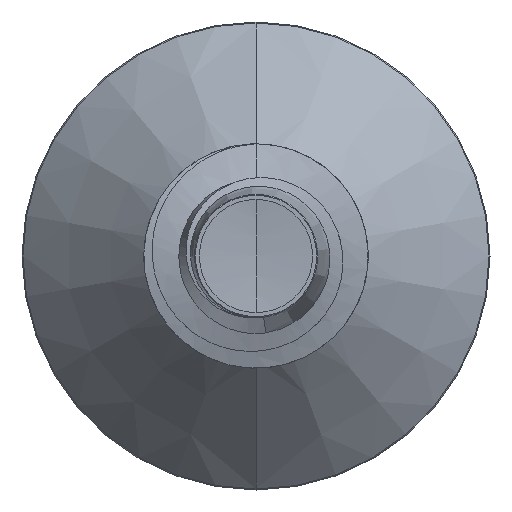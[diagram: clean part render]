
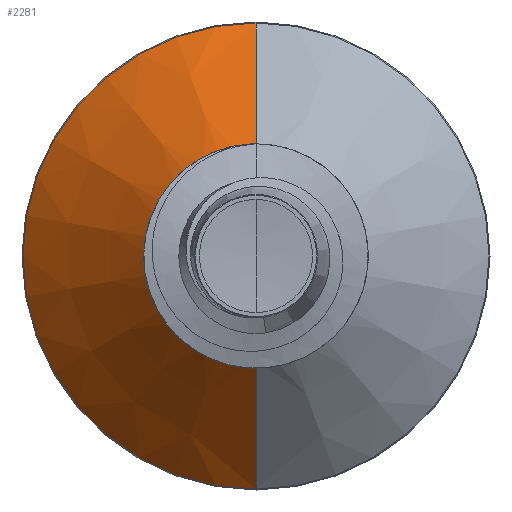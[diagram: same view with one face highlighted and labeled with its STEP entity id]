
A CAD part, front view. The second image highlights one B-rep face of the part: STEP entity #2281.
In plain terms, the highlighted conical face has half-angle 45 degrees and reference radius 1.633 mm.
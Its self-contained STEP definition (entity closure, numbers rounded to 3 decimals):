
#461 = DIRECTION ( 'NONE',  ( 0., 0.707, -0.707 ) ) ;
#470 = VERTEX_POINT ( 'NONE', #9209 ) ;
#1062 = CARTESIAN_POINT ( 'NONE',  ( 0., 4.332, -1.632 ) ) ;
#1552 = EDGE_LOOP ( 'NONE', ( #11517, #4297, #9745, #1736 ) ) ;
#1736 = ORIENTED_EDGE ( 'NONE', *, *, #11891, .F. ) ;
#1996 = VECTOR ( 'NONE', #10439, 1000. ) ;
#2097 = LINE ( 'NONE', #10705, #1996 ) ;
#2281 = ADVANCED_FACE ( 'NONE', ( #10950 ), #2402, .T. ) ;
#2319 = DIRECTION ( 'NONE',  ( 0., 0., 1. ) ) ;
#2340 = DIRECTION ( 'NONE',  ( 0., 1., 0. ) ) ;
#2346 = CARTESIAN_POINT ( 'NONE',  ( 0., 4.332, 0. ) ) ;
#2402 = CONICAL_SURFACE ( 'NONE', #10759, 1.632, 0.785 ) ;
#2580 = EDGE_CURVE ( 'NONE', #8716, #11193, #2097, .T. ) ;
#4297 = ORIENTED_EDGE ( 'NONE', *, *, #6637, .T. ) ;
#4629 = CIRCLE ( 'NONE', #6872, 3.635 ) ;
#6637 = EDGE_CURVE ( 'NONE', #10953, #8716, #12822, .T. ) ;
#6872 = AXIS2_PLACEMENT_3D ( 'NONE', #7723, #7713, #7711 ) ;
#7711 = DIRECTION ( 'NONE',  ( 0., 0., 1. ) ) ;
#7713 = DIRECTION ( 'NONE',  ( 0., 1., 0. ) ) ;
#7723 = CARTESIAN_POINT ( 'NONE',  ( 0., 6.335, 0. ) ) ;
#7992 = EDGE_CURVE ( 'NONE', #10953, #470, #10778, .T. ) ;
#8558 = VECTOR ( 'NONE', #461, 1000. ) ;
#8716 = VERTEX_POINT ( 'NONE', #8914 ) ;
#8914 = CARTESIAN_POINT ( 'NONE',  ( 0., 4.332, 1.632 ) ) ;
#9209 = CARTESIAN_POINT ( 'NONE',  ( 0., 6.335, -3.635 ) ) ;
#9745 = ORIENTED_EDGE ( 'NONE', *, *, #2580, .T. ) ;
#9944 = CARTESIAN_POINT ( 'NONE',  ( 0., 6.335, 3.635 ) ) ;
#10439 = DIRECTION ( 'NONE',  ( 0., 0.707, 0.707 ) ) ;
#10705 = CARTESIAN_POINT ( 'NONE',  ( 0., 4.332, 1.632 ) ) ;
#10759 = AXIS2_PLACEMENT_3D ( 'NONE', #11909, #12037, #11908 ) ;
#10778 = LINE ( 'NONE', #1062, #8558 ) ;
#10950 = FACE_OUTER_BOUND ( 'NONE', #1552, .T. ) ;
#10953 = VERTEX_POINT ( 'NONE', #12890 ) ;
#11193 = VERTEX_POINT ( 'NONE', #9944 ) ;
#11517 = ORIENTED_EDGE ( 'NONE', *, *, #7992, .F. ) ;
#11891 = EDGE_CURVE ( 'NONE', #470, #11193, #4629, .T. ) ;
#11908 = DIRECTION ( 'NONE',  ( 0., 0., 1. ) ) ;
#11909 = CARTESIAN_POINT ( 'NONE',  ( 0., 4.332, 0. ) ) ;
#12037 = DIRECTION ( 'NONE',  ( 0., 1., 0. ) ) ;
#12569 = AXIS2_PLACEMENT_3D ( 'NONE', #2346, #2340, #2319 ) ;
#12822 = CIRCLE ( 'NONE', #12569, 1.632 ) ;
#12890 = CARTESIAN_POINT ( 'NONE',  ( 0., 4.332, -1.632 ) ) ;
